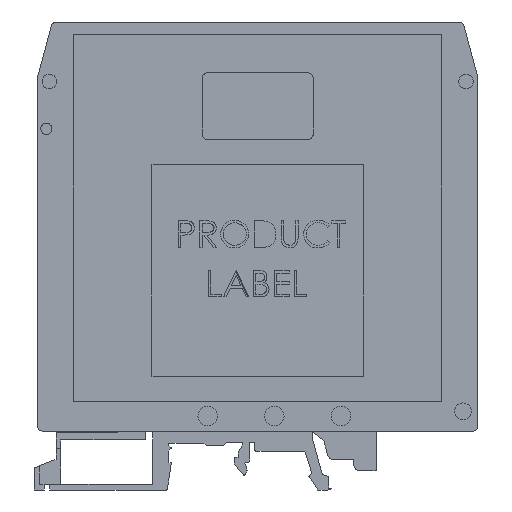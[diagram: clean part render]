
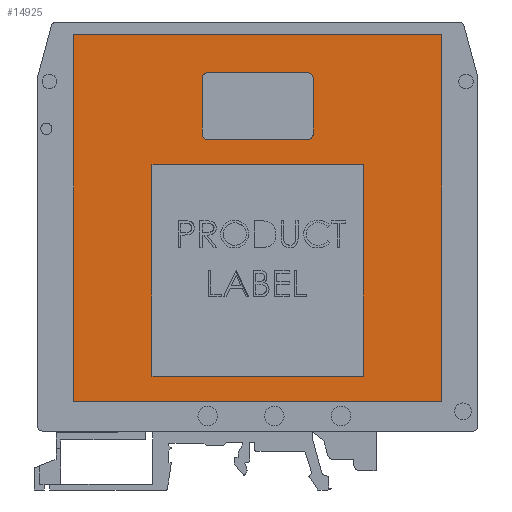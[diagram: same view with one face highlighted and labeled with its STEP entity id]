
A CAD part, left-side view. The second image highlights one B-rep face of the part: STEP entity #14925.
In plain terms, the highlighted planar face has unit normal (-1, 0, 0).
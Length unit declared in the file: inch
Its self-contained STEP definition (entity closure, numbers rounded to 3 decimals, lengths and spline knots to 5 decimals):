
#103 = LINE ( 'NONE', #3284, #21124 ) ;
#131 = CIRCLE ( 'NONE', #952, 0.03937 ) ;
#210 = VECTOR ( 'NONE', #7022, 39.37008 ) ;
#340 = CARTESIAN_POINT ( 'NONE',  ( -0.48644, -1.30694, -0.09055 ) ) ;
#426 = CIRCLE ( 'NONE', #10312, 0.03937 ) ;
#735 = LINE ( 'NONE', #16743, #21433 ) ;
#952 = AXIS2_PLACEMENT_3D ( 'NONE', #1061, #15489, #19449 ) ;
#1061 = CARTESIAN_POINT ( 'NONE',  ( -0.48644, -0.35812, -0.39961 ) ) ;
#1336 = ORIENTED_EDGE ( 'NONE', *, *, #2342, .T. ) ;
#1560 = CARTESIAN_POINT ( 'NONE',  ( -0.48644, 0.38991, -0.79331 ) ) ;
#1572 = CIRCLE ( 'NONE', #20770, 0.03937 ) ;
#1771 = ORIENTED_EDGE ( 'NONE', *, *, #16039, .T. ) ;
#1816 = EDGE_CURVE ( 'NONE', #2007, #4562, #11597, .T. ) ;
#1866 = CARTESIAN_POINT ( 'NONE',  ( -0.48644, -0.39749, -0.39961 ) ) ;
#2007 = VERTEX_POINT ( 'NONE', #3998 ) ;
#2342 = EDGE_CURVE ( 'NONE', #17728, #20977, #3627, .T. ) ;
#2462 = ORIENTED_EDGE ( 'NONE', *, *, #23499, .T. ) ;
#2912 = VECTOR ( 'NONE', #3418, 39.37008 ) ;
#2996 = CARTESIAN_POINT ( 'NONE',  ( -0.48644, 0.35054, -0.79331 ) ) ;
#3259 = PLANE ( 'NONE',  #10292 ) ;
#3284 = CARTESIAN_POINT ( 'NONE',  ( -0.48644, -3.51363, -0.83268 ) ) ;
#3289 = EDGE_CURVE ( 'NONE', #17152, #5663, #426, .T. ) ;
#3385 = CARTESIAN_POINT ( 'NONE',  ( -0.48644, 1.29936, -0.09055 ) ) ;
#3391 = EDGE_LOOP ( 'NONE', ( #2462, #13156, #16975, #8914 ) ) ;
#3418 = DIRECTION ( 'NONE',  ( 0., 1., 0. ) ) ;
#3627 = LINE ( 'NONE', #8425, #14114 ) ;
#3998 = CARTESIAN_POINT ( 'NONE',  ( -0.48644, 1.29936, -0.09055 ) ) ;
#4037 = CARTESIAN_POINT ( 'NONE',  ( -0.48644, 0.38991, -0.39961 ) ) ;
#4562 = VERTEX_POINT ( 'NONE', #12471 ) ;
#4633 = VERTEX_POINT ( 'NONE', #4037 ) ;
#5127 = VERTEX_POINT ( 'NONE', #14656 ) ;
#5663 = VERTEX_POINT ( 'NONE', #1560 ) ;
#5696 = CARTESIAN_POINT ( 'NONE',  ( -0.48644, -1.30694, -2.68504 ) ) ;
#5934 = DIRECTION ( 'NONE',  ( 0., 0., 1. ) ) ;
#6689 = DIRECTION ( 'NONE',  ( 0., 0., -1. ) ) ;
#7008 = DIRECTION ( 'NONE',  ( 0., -1., 0. ) ) ;
#7022 = DIRECTION ( 'NONE',  ( 0., 0., -1. ) ) ;
#8395 = FACE_OUTER_BOUND ( 'NONE', #3391, .T. ) ;
#8425 = CARTESIAN_POINT ( 'NONE',  ( -0.48644, -0.39749, -2.89764 ) ) ;
#8534 = DIRECTION ( 'NONE',  ( 1., 0., 0. ) ) ;
#8879 = DIRECTION ( 'NONE',  ( 0., -1., 0. ) ) ;
#8914 = ORIENTED_EDGE ( 'NONE', *, *, #1816, .T. ) ;
#9027 = CARTESIAN_POINT ( 'NONE',  ( -0.48644, -3.51363, -2.89764 ) ) ;
#9956 = EDGE_CURVE ( 'NONE', #12643, #17728, #131, .T. ) ;
#10023 = CARTESIAN_POINT ( 'NONE',  ( -0.48644, -0.35812, -0.79331 ) ) ;
#10051 = EDGE_CURVE ( 'NONE', #4633, #5127, #21970, .T. ) ;
#10097 = DIRECTION ( 'NONE',  ( 0., 1., 0. ) ) ;
#10292 = AXIS2_PLACEMENT_3D ( 'NONE', #9027, #21639, #8879 ) ;
#10294 = VERTEX_POINT ( 'NONE', #5696 ) ;
#10312 = AXIS2_PLACEMENT_3D ( 'NONE', #2996, #8534, #21227 ) ;
#10643 = DIRECTION ( 'NONE',  ( 0., 1., 0. ) ) ;
#11097 = EDGE_CURVE ( 'NONE', #5127, #12643, #14873, .T. ) ;
#11279 = CARTESIAN_POINT ( 'NONE',  ( -0.48644, -0.35812, -0.83268 ) ) ;
#11554 = CARTESIAN_POINT ( 'NONE',  ( -0.48644, -1.30694, -2.68504 ) ) ;
#11597 = LINE ( 'NONE', #3385, #210 ) ;
#11642 = ORIENTED_EDGE ( 'NONE', *, *, #3289, .T. ) ;
#11862 = DIRECTION ( 'NONE',  ( 1., 0., 0. ) ) ;
#12471 = CARTESIAN_POINT ( 'NONE',  ( -0.48644, 1.29936, -2.68504 ) ) ;
#12643 = VERTEX_POINT ( 'NONE', #23216 ) ;
#12774 = CARTESIAN_POINT ( 'NONE',  ( -0.48644, -1.30694, -0.09055 ) ) ;
#12823 = ORIENTED_EDGE ( 'NONE', *, *, #15949, .T. ) ;
#12836 = ORIENTED_EDGE ( 'NONE', *, *, #10051, .T. ) ;
#13156 = ORIENTED_EDGE ( 'NONE', *, *, #15812, .T. ) ;
#13202 = ORIENTED_EDGE ( 'NONE', *, *, #11097, .T. ) ;
#13287 = DIRECTION ( 'NONE',  ( 0., 0., 1. ) ) ;
#14114 = VECTOR ( 'NONE', #6689, 39.37008 ) ;
#14146 = VERTEX_POINT ( 'NONE', #340 ) ;
#14236 = CARTESIAN_POINT ( 'NONE',  ( -0.48644, -3.51363, -0.36024 ) ) ;
#14656 = CARTESIAN_POINT ( 'NONE',  ( -0.48644, 0.35054, -0.36024 ) ) ;
#14668 = FACE_BOUND ( 'NONE', #20310, .T. ) ;
#14873 = LINE ( 'NONE', #14236, #22794 ) ;
#14907 = LINE ( 'NONE', #11554, #15746 ) ;
#14925 = ADVANCED_FACE ( 'NONE', ( #14668, #8395 ), #3259, .T. ) ;
#15073 = CARTESIAN_POINT ( 'NONE',  ( -0.48644, 1.29936, -2.68504 ) ) ;
#15120 = CARTESIAN_POINT ( 'NONE',  ( -0.48644, -0.39749, -0.79331 ) ) ;
#15193 = EDGE_CURVE ( 'NONE', #5663, #4633, #735, .T. ) ;
#15489 = DIRECTION ( 'NONE',  ( 1., 0., 0. ) ) ;
#15746 = VECTOR ( 'NONE', #13287, 39.37008 ) ;
#15812 = EDGE_CURVE ( 'NONE', #10294, #14146, #14907, .T. ) ;
#15949 = EDGE_CURVE ( 'NONE', #20977, #17789, #1572, .T. ) ;
#16039 = EDGE_CURVE ( 'NONE', #17789, #17152, #103, .T. ) ;
#16112 = CARTESIAN_POINT ( 'NONE',  ( -0.48644, 0.35054, -0.39961 ) ) ;
#16256 = LINE ( 'NONE', #12774, #2912 ) ;
#16449 = AXIS2_PLACEMENT_3D ( 'NONE', #16112, #19682, #17855 ) ;
#16743 = CARTESIAN_POINT ( 'NONE',  ( -0.48644, 0.38991, -2.89764 ) ) ;
#16975 = ORIENTED_EDGE ( 'NONE', *, *, #18204, .T. ) ;
#17152 = VERTEX_POINT ( 'NONE', #20996 ) ;
#17563 = ORIENTED_EDGE ( 'NONE', *, *, #9956, .T. ) ;
#17728 = VERTEX_POINT ( 'NONE', #1866 ) ;
#17789 = VERTEX_POINT ( 'NONE', #11279 ) ;
#17855 = DIRECTION ( 'NONE',  ( 0., 1., 0. ) ) ;
#18204 = EDGE_CURVE ( 'NONE', #14146, #2007, #16256, .T. ) ;
#19449 = DIRECTION ( 'NONE',  ( 0., 1., 0. ) ) ;
#19682 = DIRECTION ( 'NONE',  ( 1., 0., 0. ) ) ;
#20293 = VECTOR ( 'NONE', #20514, 39.37008 ) ;
#20310 = EDGE_LOOP ( 'NONE', ( #1771, #11642, #20564, #12836, #13202, #17563, #1336, #12823 ) ) ;
#20514 = DIRECTION ( 'NONE',  ( 0., -1., 0. ) ) ;
#20564 = ORIENTED_EDGE ( 'NONE', *, *, #15193, .T. ) ;
#20583 = LINE ( 'NONE', #15073, #20293 ) ;
#20770 = AXIS2_PLACEMENT_3D ( 'NONE', #10023, #11862, #10097 ) ;
#20977 = VERTEX_POINT ( 'NONE', #15120 ) ;
#20996 = CARTESIAN_POINT ( 'NONE',  ( -0.48644, 0.35054, -0.83268 ) ) ;
#21124 = VECTOR ( 'NONE', #10643, 39.37008 ) ;
#21227 = DIRECTION ( 'NONE',  ( 0., 1., 0. ) ) ;
#21433 = VECTOR ( 'NONE', #5934, 39.37008 ) ;
#21639 = DIRECTION ( 'NONE',  ( -1., 0., 0. ) ) ;
#21970 = CIRCLE ( 'NONE', #16449, 0.03937 ) ;
#22794 = VECTOR ( 'NONE', #7008, 39.37008 ) ;
#23216 = CARTESIAN_POINT ( 'NONE',  ( -0.48644, -0.35812, -0.36024 ) ) ;
#23499 = EDGE_CURVE ( 'NONE', #4562, #10294, #20583, .T. ) ;
